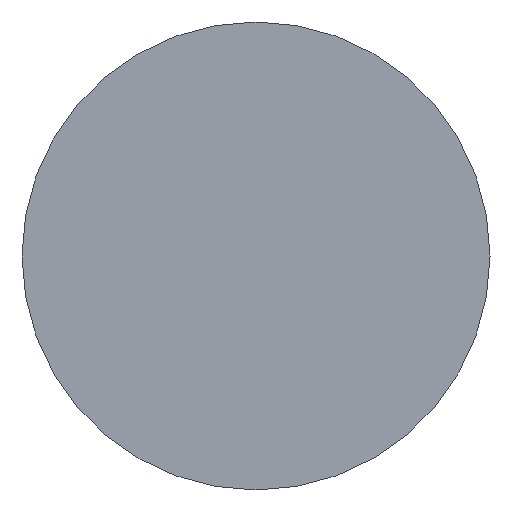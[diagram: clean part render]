
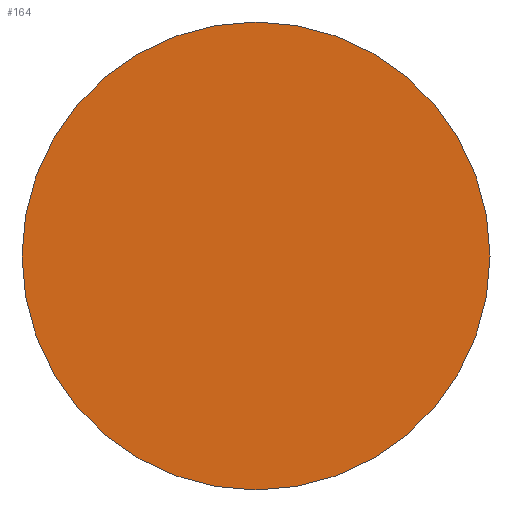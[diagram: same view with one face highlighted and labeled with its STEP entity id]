
A CAD part, front view. The second image highlights one B-rep face of the part: STEP entity #164.
In plain terms, the highlighted planar face has unit normal (0, -1, 0).
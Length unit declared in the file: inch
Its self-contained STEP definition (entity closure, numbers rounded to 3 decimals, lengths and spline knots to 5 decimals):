
#45 = DIRECTION ( 'NONE',  ( 0., 0., -1. ) ) ;
#46 = ORIENTED_EDGE ( 'NONE', *, *, #416, .T. ) ;
#47 = AXIS2_PLACEMENT_3D ( 'NONE', #274, #409, #91 ) ;
#54 = AXIS2_PLACEMENT_3D ( 'NONE', #355, #141, #419 ) ;
#91 = DIRECTION ( 'NONE',  ( 0., 0., -1. ) ) ;
#95 = CARTESIAN_POINT ( 'NONE',  ( 0., 0., -0.5 ) ) ;
#134 = FACE_OUTER_BOUND ( 'NONE', #182, .T. ) ;
#141 = DIRECTION ( 'NONE',  ( 0., -1., 0. ) ) ;
#164 = ADVANCED_FACE ( 'NONE', ( #134 ), #214, .T. ) ;
#176 = VERTEX_POINT ( 'NONE', #95 ) ;
#180 = CIRCLE ( 'NONE', #255, 0.5 ) ;
#182 = EDGE_LOOP ( 'NONE', ( #353, #46 ) ) ;
#214 = PLANE ( 'NONE',  #54 ) ;
#255 = AXIS2_PLACEMENT_3D ( 'NONE', #363, #299, #45 ) ;
#274 = CARTESIAN_POINT ( 'NONE',  ( 0., 0., 0. ) ) ;
#290 = EDGE_CURVE ( 'NONE', #176, #395, #180, .T. ) ;
#299 = DIRECTION ( 'NONE',  ( 0., -1., 0. ) ) ;
#342 = CARTESIAN_POINT ( 'NONE',  ( 0., 0., 0.5 ) ) ;
#353 = ORIENTED_EDGE ( 'NONE', *, *, #290, .T. ) ;
#355 = CARTESIAN_POINT ( 'NONE',  ( 0., 0., 0. ) ) ;
#363 = CARTESIAN_POINT ( 'NONE',  ( 0., 0., 0. ) ) ;
#395 = VERTEX_POINT ( 'NONE', #342 ) ;
#409 = DIRECTION ( 'NONE',  ( 0., -1., 0. ) ) ;
#416 = EDGE_CURVE ( 'NONE', #395, #176, #439, .T. ) ;
#419 = DIRECTION ( 'NONE',  ( 0., 0., -1. ) ) ;
#439 = CIRCLE ( 'NONE', #47, 0.5 ) ;
